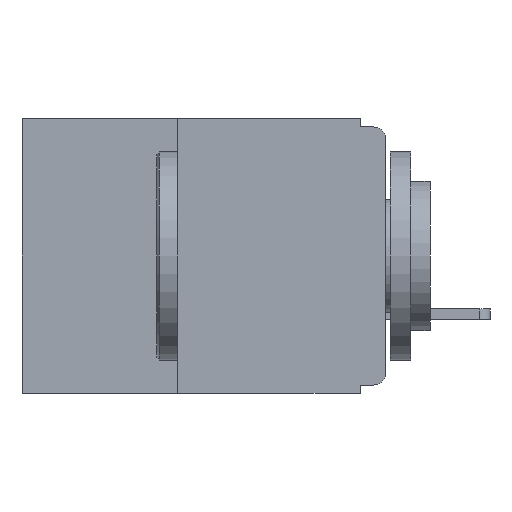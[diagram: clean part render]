
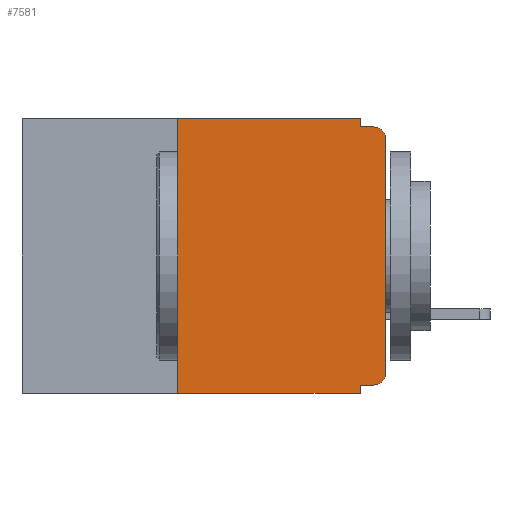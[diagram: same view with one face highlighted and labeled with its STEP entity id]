
A CAD part, left-side view. The second image highlights one B-rep face of the part: STEP entity #7581.
In plain terms, the highlighted planar face has unit normal (-1, 0, 0).
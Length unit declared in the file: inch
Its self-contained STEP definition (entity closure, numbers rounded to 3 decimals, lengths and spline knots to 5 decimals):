
#286 = ORIENTED_EDGE ( 'NONE', *, *, #22702, .F. ) ;
#836 = FACE_OUTER_BOUND ( 'NONE', #7585, .T. ) ;
#980 = VECTOR ( 'NONE', #9092, 39.37008 ) ;
#1387 = CARTESIAN_POINT ( 'NONE',  ( 0., 0.25, 0. ) ) ;
#2865 = CARTESIAN_POINT ( 'NONE',  ( 0., 0.015, -0.305 ) ) ;
#3373 = VERTEX_POINT ( 'NONE', #1387 ) ;
#3886 = VECTOR ( 'NONE', #20679, 39.37008 ) ;
#3903 = PLANE ( 'NONE',  #16960 ) ;
#4143 = ORIENTED_EDGE ( 'NONE', *, *, #23581, .T. ) ;
#4177 = DIRECTION ( 'NONE',  ( 0., 0., 1. ) ) ;
#4388 = DIRECTION ( 'NONE',  ( 0., -1., 0. ) ) ;
#4448 = CARTESIAN_POINT ( 'NONE',  ( 0., 0.015, -0.01 ) ) ;
#4872 = CARTESIAN_POINT ( 'NONE',  ( 0., 0.015, -0.32 ) ) ;
#5133 = DIRECTION ( 'NONE',  ( 0., 0., -1. ) ) ;
#5436 = VECTOR ( 'NONE', #12896, 39.37008 ) ;
#5750 = VERTEX_POINT ( 'NONE', #9460 ) ;
#5961 = EDGE_CURVE ( 'NONE', #5750, #8516, #7693, .T. ) ;
#6501 = AXIS2_PLACEMENT_3D ( 'NONE', #20789, #7623, #23003 ) ;
#6637 = LINE ( 'NONE', #23191, #23533 ) ;
#6927 = CIRCLE ( 'NONE', #17786, 0.015 ) ;
#7001 = CARTESIAN_POINT ( 'NONE',  ( 0., 0.031, -0.33 ) ) ;
#7071 = CARTESIAN_POINT ( 'NONE',  ( 0., 0.437, -0.33 ) ) ;
#7581 = ADVANCED_FACE ( 'NONE', ( #836 ), #3903, .F. ) ;
#7585 = EDGE_LOOP ( 'NONE', ( #17934, #4143, #286, #25268, #10593, #28014, #12332, #19507, #8524, #11997 ) ) ;
#7592 = EDGE_CURVE ( 'NONE', #22953, #3373, #23040, .T. ) ;
#7623 = DIRECTION ( 'NONE',  ( -1., 0., 0. ) ) ;
#7693 = LINE ( 'NONE', #7001, #980 ) ;
#8369 = CARTESIAN_POINT ( 'NONE',  ( 0., 0., -0.305 ) ) ;
#8444 = DIRECTION ( 'NONE',  ( 1., 0., 0. ) ) ;
#8516 = VERTEX_POINT ( 'NONE', #18157 ) ;
#8524 = ORIENTED_EDGE ( 'NONE', *, *, #23035, .F. ) ;
#8566 = CARTESIAN_POINT ( 'NONE',  ( 0., 0.437, 0. ) ) ;
#9092 = DIRECTION ( 'NONE',  ( 0., 0., -1. ) ) ;
#9334 = DIRECTION ( 'NONE',  ( 0., -1., 0. ) ) ;
#9460 = CARTESIAN_POINT ( 'NONE',  ( 0., 0.031, -0.32 ) ) ;
#9865 = LINE ( 'NONE', #18461, #3886 ) ;
#10251 = VECTOR ( 'NONE', #4177, 39.37008 ) ;
#10593 = ORIENTED_EDGE ( 'NONE', *, *, #15672, .F. ) ;
#10651 = CARTESIAN_POINT ( 'NONE',  ( 0., 0.031, -0.01 ) ) ;
#11876 = LINE ( 'NONE', #8566, #27262 ) ;
#11899 = VECTOR ( 'NONE', #4388, 39.37008 ) ;
#11997 = ORIENTED_EDGE ( 'NONE', *, *, #26349, .T. ) ;
#12281 = DIRECTION ( 'NONE',  ( 0., 1., 0. ) ) ;
#12332 = ORIENTED_EDGE ( 'NONE', *, *, #26925, .T. ) ;
#12833 = CARTESIAN_POINT ( 'NONE',  ( 0., 0.031, 0. ) ) ;
#12896 = DIRECTION ( 'NONE',  ( 0., 0., 1. ) ) ;
#14186 = CARTESIAN_POINT ( 'NONE',  ( 0., 0.25, -0.33 ) ) ;
#14218 = EDGE_CURVE ( 'NONE', #21891, #20529, #27691, .T. ) ;
#14509 = VECTOR ( 'NONE', #9334, 39.37008 ) ;
#15174 = LINE ( 'NONE', #7071, #14509 ) ;
#15672 = EDGE_CURVE ( 'NONE', #3373, #21901, #11876, .T. ) ;
#15902 = CARTESIAN_POINT ( 'NONE',  ( 0., 0., -0.025 ) ) ;
#16213 = CIRCLE ( 'NONE', #6501, 0.015 ) ;
#16264 = LINE ( 'NONE', #19847, #11899 ) ;
#16960 = AXIS2_PLACEMENT_3D ( 'NONE', #28058, #8444, #23802 ) ;
#17028 = VERTEX_POINT ( 'NONE', #4448 ) ;
#17786 = AXIS2_PLACEMENT_3D ( 'NONE', #2865, #18349, #5133 ) ;
#17934 = ORIENTED_EDGE ( 'NONE', *, *, #14218, .T. ) ;
#18157 = CARTESIAN_POINT ( 'NONE',  ( 0., 0.031, -0.33 ) ) ;
#18349 = DIRECTION ( 'NONE',  ( -1., 0., 0. ) ) ;
#18461 = CARTESIAN_POINT ( 'NONE',  ( 0., 0.031, 0. ) ) ;
#18623 = VERTEX_POINT ( 'NONE', #10651 ) ;
#19507 = ORIENTED_EDGE ( 'NONE', *, *, #5961, .F. ) ;
#19847 = CARTESIAN_POINT ( 'NONE',  ( 0., 0., -0.01 ) ) ;
#20529 = VERTEX_POINT ( 'NONE', #15902 ) ;
#20679 = DIRECTION ( 'NONE',  ( 0., 0., -1. ) ) ;
#20789 = CARTESIAN_POINT ( 'NONE',  ( 0., 0.015, -0.025 ) ) ;
#21210 = EDGE_CURVE ( 'NONE', #21901, #18623, #9865, .T. ) ;
#21891 = VERTEX_POINT ( 'NONE', #8369 ) ;
#21901 = VERTEX_POINT ( 'NONE', #12833 ) ;
#22702 = EDGE_CURVE ( 'NONE', #18623, #17028, #16264, .T. ) ;
#22953 = VERTEX_POINT ( 'NONE', #14186 ) ;
#23003 = DIRECTION ( 'NONE',  ( 0., 0., -1. ) ) ;
#23035 = EDGE_CURVE ( 'NONE', #23444, #5750, #6637, .T. ) ;
#23040 = LINE ( 'NONE', #28151, #5436 ) ;
#23191 = CARTESIAN_POINT ( 'NONE',  ( 0., 0., -0.32 ) ) ;
#23444 = VERTEX_POINT ( 'NONE', #4872 ) ;
#23533 = VECTOR ( 'NONE', #12281, 39.37008 ) ;
#23581 = EDGE_CURVE ( 'NONE', #20529, #17028, #16213, .T. ) ;
#23802 = DIRECTION ( 'NONE',  ( 0., 0., -1. ) ) ;
#25268 = ORIENTED_EDGE ( 'NONE', *, *, #21210, .F. ) ;
#26090 = DIRECTION ( 'NONE',  ( 0., -1., 0. ) ) ;
#26142 = CARTESIAN_POINT ( 'NONE',  ( 0., 0., 0. ) ) ;
#26349 = EDGE_CURVE ( 'NONE', #23444, #21891, #6927, .T. ) ;
#26925 = EDGE_CURVE ( 'NONE', #22953, #8516, #15174, .T. ) ;
#27262 = VECTOR ( 'NONE', #26090, 39.37008 ) ;
#27691 = LINE ( 'NONE', #26142, #10251 ) ;
#28014 = ORIENTED_EDGE ( 'NONE', *, *, #7592, .F. ) ;
#28058 = CARTESIAN_POINT ( 'NONE',  ( 0., 0.437, 0. ) ) ;
#28151 = CARTESIAN_POINT ( 'NONE',  ( 0., 0.25, -0.33 ) ) ;
